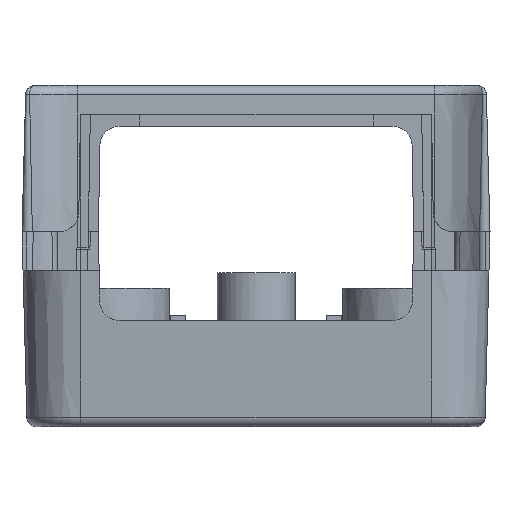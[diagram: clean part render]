
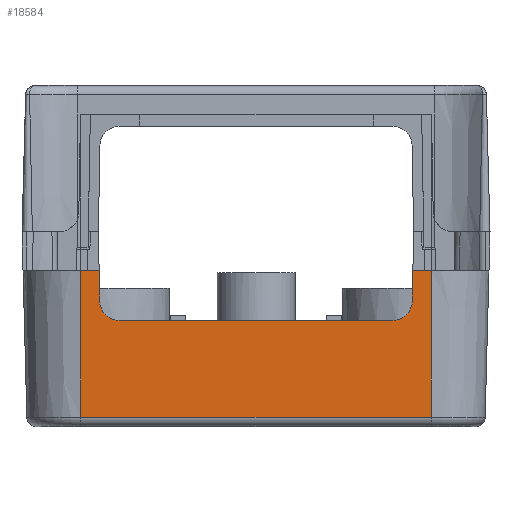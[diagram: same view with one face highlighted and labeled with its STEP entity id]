
A CAD part, front view. The second image highlights one B-rep face of the part: STEP entity #18584.
In plain terms, the highlighted planar face has unit normal (0, 1, 0.026).
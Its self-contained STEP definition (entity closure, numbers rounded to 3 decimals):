
#11745=DIRECTION('',(1.,0.,0.));
#11746=VECTOR('',#11745,0.956);
#11747=CARTESIAN_POINT('',(56.79,0.052,
-9.5));
#11748=LINE('',#11747,#11746);
#11767=DIRECTION('',(0.,0.026,-1.));
#11768=VECTOR('',#11767,7.516);
#11769=CARTESIAN_POINT('',(56.79,0.052,
-9.5));
#11770=LINE('',#11769,#11768);
#12087=CARTESIAN_POINT('',(58.773,0.119,
-12.045));
#12088=CARTESIAN_POINT('',(58.609,0.119,
-12.045));
#12089=CARTESIAN_POINT('',(58.35,0.117,
-11.974));
#12090=CARTESIAN_POINT('',(58.057,0.112,
-11.772));
#12091=CARTESIAN_POINT('',(57.85,0.104,
-11.483));
#12092=CARTESIAN_POINT('',(57.776,0.098,
-11.226));
#12093=CARTESIAN_POINT('',(57.773,0.093,
-11.062));
#12095=DIRECTION('',(-0.017,-0.026,1.));
#12096=VECTOR('',#12095,1.563);
#12097=CARTESIAN_POINT('',(57.773,0.093,
-11.062));
#12098=LINE('',#12097,#12096);
#12099=DIRECTION('',(-1.,0.,0.));
#12100=VECTOR('',#12099,0.956);
#12101=CARTESIAN_POINT('',(74.79,0.052,
-9.5));
#12102=LINE('',#12101,#12100);
#12103=DIRECTION('',(0.017,-0.026,1.));
#12104=VECTOR('',#12103,1.563);
#12105=CARTESIAN_POINT('',(73.807,0.093,
-11.062));
#12106=LINE('',#12105,#12104);
#12119=CARTESIAN_POINT('',(72.807,0.119,
-12.045));
#12120=CARTESIAN_POINT('',(72.971,0.119,
-12.045));
#12121=CARTESIAN_POINT('',(73.23,0.117,
-11.974));
#12122=CARTESIAN_POINT('',(73.523,0.112,
-11.772));
#12123=CARTESIAN_POINT('',(73.73,0.104,
-11.483));
#12124=CARTESIAN_POINT('',(73.804,0.098,
-11.226));
#12125=CARTESIAN_POINT('',(73.807,0.093,
-11.062));
#12178=DIRECTION('',(-1.,0.,0.));
#12179=VECTOR('',#12178,14.035);
#12180=CARTESIAN_POINT('',(72.807,0.119,
-12.045));
#12181=LINE('',#12180,#12179);
#12701=DIRECTION('',(0.,-0.026,1.));
#12702=VECTOR('',#12701,7.516);
#12703=CARTESIAN_POINT('',(74.79,0.249,
-17.013));
#12704=LINE('',#12703,#12702);
#12709=DIRECTION('',(1.,0.,0.));
#12710=VECTOR('',#12709,18.);
#12711=CARTESIAN_POINT('',(56.79,0.249,
-17.013));
#12712=LINE('',#12711,#12710);
#14771=CARTESIAN_POINT('',(74.79,0.052,
-9.5));
#14772=VERTEX_POINT('',#14771);
#14773=CARTESIAN_POINT('',(73.834,0.052,
-9.5));
#14774=VERTEX_POINT('',#14773);
#14785=CARTESIAN_POINT('',(74.79,0.249,
-17.013));
#14786=VERTEX_POINT('',#14785);
#14839=CARTESIAN_POINT('',(73.807,0.093,
-11.062));
#14840=VERTEX_POINT('',#14839);
#14841=CARTESIAN_POINT('',(72.807,0.119,
-12.045));
#14842=VERTEX_POINT('',#14841);
#14843=CARTESIAN_POINT('',(56.79,0.249,
-17.013));
#14844=VERTEX_POINT('',#14843);
#14845=CARTESIAN_POINT('',(56.79,0.052,
-9.5));
#14846=VERTEX_POINT('',#14845);
#14847=CARTESIAN_POINT('',(57.746,0.052,
-9.5));
#14848=VERTEX_POINT('',#14847);
#14849=CARTESIAN_POINT('',(57.773,0.093,
-11.062));
#14850=VERTEX_POINT('',#14849);
#14851=VERTEX_POINT('',#12087);
#18561=CARTESIAN_POINT('',(65.79,0.151,
-13.257));
#18562=DIRECTION('',(0.,1.,0.026));
#18563=DIRECTION('',(0.,0.026,-1.));
#18564=AXIS2_PLACEMENT_3D('',#18561,#18562,#18563);
#18565=PLANE('',#18564);
#18567=ORIENTED_EDGE('',*,*,#18566,.F.);
#18569=ORIENTED_EDGE('',*,*,#18568,.F.);
#18571=ORIENTED_EDGE('',*,*,#18570,.T.);
#18572=ORIENTED_EDGE('',*,*,#18553,.T.);
#18573=ORIENTED_EDGE('',*,*,#18542,.T.);
#18574=ORIENTED_EDGE('',*,*,#17099,.F.);
#18575=ORIENTED_EDGE('',*,*,#17125,.T.);
#18577=ORIENTED_EDGE('',*,*,#18576,.T.);
#18579=ORIENTED_EDGE('',*,*,#18578,.T.);
#18581=ORIENTED_EDGE('',*,*,#18580,.T.);
#18582=EDGE_LOOP('',(#18567,#18569,#18571,#18572,#18573,#18574,#18575,#18577,
#18579,#18581));
#18583=FACE_OUTER_BOUND('',#18582,.F.);
#18584=ADVANCED_FACE('',(#18583),#18565,.T.);
#12094=B_SPLINE_CURVE_WITH_KNOTS('',3,(#12087,#12088,#12089,#12090,#12091,
#12092,#12093),.UNSPECIFIED.,.F.,.F.,(4,1,1,1,4),(0.,0.25,0.5,0.75,
1.),.UNSPECIFIED.);
#12126=B_SPLINE_CURVE_WITH_KNOTS('',3,(#12119,#12120,#12121,#12122,#12123,
#12124,#12125),.UNSPECIFIED.,.F.,.F.,(4,1,1,1,4),(0.,0.25,0.5,0.75,
1.),.UNSPECIFIED.);
#17099=EDGE_CURVE('',#14846,#14848,#11748,.T.);
#17125=EDGE_CURVE('',#14846,#14844,#11770,.T.);
#18542=EDGE_CURVE('',#14850,#14848,#12098,.T.);
#18553=EDGE_CURVE('',#14851,#14850,#12094,.T.);
#18566=EDGE_CURVE('',#14840,#14774,#12106,.T.);
#18568=EDGE_CURVE('',#14842,#14840,#12126,.T.);
#18570=EDGE_CURVE('',#14842,#14851,#12181,.T.);
#18576=EDGE_CURVE('',#14844,#14786,#12712,.T.);
#18578=EDGE_CURVE('',#14786,#14772,#12704,.T.);
#18580=EDGE_CURVE('',#14772,#14774,#12102,.T.);
